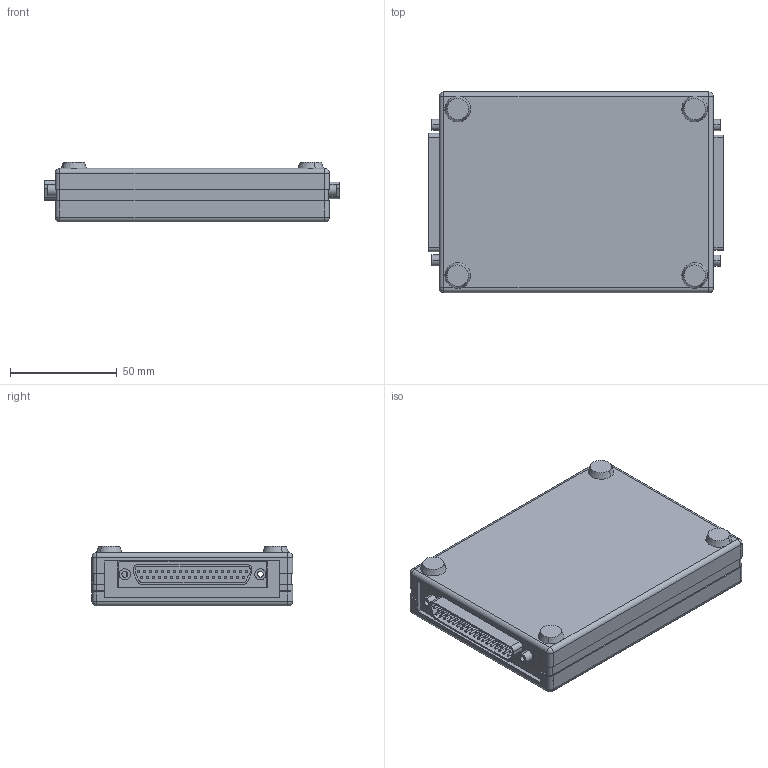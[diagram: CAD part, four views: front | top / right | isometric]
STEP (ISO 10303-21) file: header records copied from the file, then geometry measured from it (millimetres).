
FILE_DESCRIPTION (( 'STEP AP214' ), '1' );
FILE_NAME ('E16.STEP', '2024-10-22T07:56:25', ( '' ), ( '' ), 'SwSTEP 2.0', 'SolidWorks 2021', '' );
FILE_SCHEMA (( 'AUTOMOTIVE_DESIGN' ));
Length unit declared in the file: millimetre
Products named in the file (12): E16; âèíò ì3õ18 ÃÎÑÒ 17475-80; Íîæêà-ñàìîêëåéêà 10õ12; Âèëêà DRB-37F(ÍÀ ÏËÀÒÓ); 秮鳧嚪. 7499111446; 冓踖樦 DUSB-BRA42-T11; Âèëêà DRB-37Ì(ÍÀ ÏËÀÒÓ); LHG3392PF(red-green); Êðûøêà E16-540; Ïàíåëü Å440; ﾎ魵瑙韃 E16-540; Ïëàòà PE16-540
Assembly tree (16 placements, depth 2):
  E16
    冓踖樦 DUSB-BRA42-T11
    LHG3392PF(red-green)
    Âèëêà DRB-37F(ÍÀ ÏËÀÒÓ)
    âèíò ì3õ18 ÃÎÑÒ 17475-80  x2
    Íîæêà-ñàìîêëåéêà 10õ12  x4
    秮鳧嚪. 7499111446
    Âèëêà DRB-37Ì(ÍÀ ÏËÀÒÓ)
    ﾎ魵瑙韃 E16-540
    Êðûøêà E16-540
    Ïëàòà PE16-540
    Ïàíåëü Å440  x2
Bounding box: 138.08 x 94.32 x 28.1 mm (x, y, z)
Volume: 106502.6 mm3; surface area: 109994.6 mm2
Topology: 16 solids, 16 shells, 2292 faces, 5821 edges, 3736 vertices
Faces by surface type: plane 1336, cylinder 534, bspline 362, cone 42, sphere 18
Entity records: 102220 total; most frequent: CARTESIAN_POINT 31054, ORIENTED_EDGE 11446, DIRECTION 9757, EDGE_CURVE 5723, VECTOR 3917, LINE 3917, VERTEX_POINT 3685, AXIS2_PLACEMENT_3D 2920
